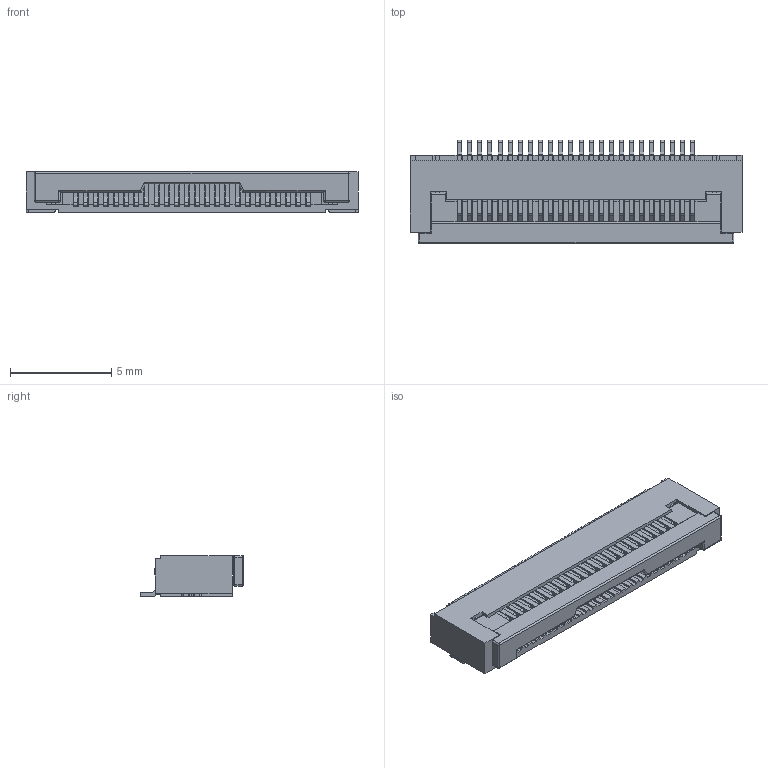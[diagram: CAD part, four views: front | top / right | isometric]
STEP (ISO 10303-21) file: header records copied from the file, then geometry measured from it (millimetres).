
FILE_DESCRIPTION (( 'STEP AP214' ), '1' );
FILE_NAME ('FPC-SMD_24P-P0.50_FPC-05F-24PH20.STEP', '2021-09-30T01:15:08', ( '' ), ( '' ), 'SwSTEP 2.0', 'SolidWorks 2020', '' );
FILE_SCHEMA (( 'AUTOMOTIVE_DESIGN' ));
Length unit declared in the file: millimetre
Products named in the file (1): FPC-SMD_24P-P0.50_FPC-05F-24PH20
Bounding box: 16.4 x 5.12 x 2 mm (x, y, z)
Volume: 88.5 mm3; surface area: 728.9 mm2
Topology: 28 solids, 28 shells, 1185 faces, 3458 edges, 2272 vertices
Faces by surface type: plane 1007, cylinder 158, bspline 12, sphere 8
Entity records: 52704 total; most frequent: CARTESIAN_POINT 7814, ORIENTED_EDGE 6900, DIRECTION 6060, EDGE_CURVE 3450, LINE 3120, VECTOR 3120, VERTEX_POINT 2272, AXIS2_PLACEMENT_3D 1470
